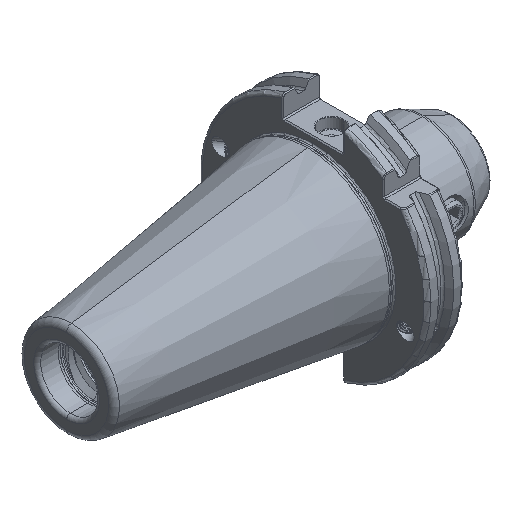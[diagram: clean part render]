
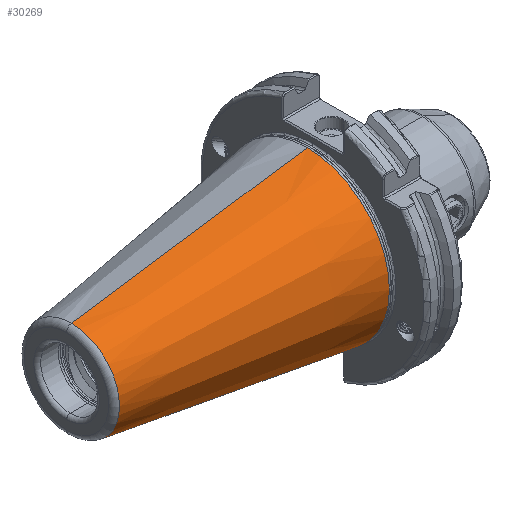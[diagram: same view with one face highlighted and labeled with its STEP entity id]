
A CAD part, isometric view. The second image highlights one B-rep face of the part: STEP entity #30269.
In plain terms, the highlighted conical face has half-angle 8.297 degrees and reference radius 35.392 mm.
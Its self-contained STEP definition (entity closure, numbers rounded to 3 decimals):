
#766 = ORIENTED_EDGE ( 'NONE', *, *, #7188, .T. ) ;
#798 = ORIENTED_EDGE ( 'NONE', *, *, #26039, .T. ) ;
#805 = ORIENTED_EDGE ( 'NONE', *, *, #26074, .F. ) ;
#825 = ORIENTED_EDGE ( 'NONE', *, *, #26042, .F. ) ;
#832 = ORIENTED_EDGE ( 'NONE', *, *, #7200, .F. ) ;
#1500 = CARTESIAN_POINT ( 'NONE',  ( 0., 0., 0. ) ) ;
#1512 = DIRECTION ( 'NONE',  ( 1., 0., 0. ) ) ;
#1527 = DIRECTION ( 'NONE',  ( 0., 0., -1. ) ) ;
#1814 = AXIS2_PLACEMENT_3D ( 'NONE', #6136, #6126, #6117 ) ;
#1829 = AXIS2_PLACEMENT_3D ( 'NONE', #6275, #6303, #6276 ) ;
#1841 = AXIS2_PLACEMENT_3D ( 'NONE', #19260, #19261, #19270 ) ;
#2378 = EDGE_LOOP ( 'NONE', ( #825, #766, #798, #832, #805 ) ) ;
#5422 = FACE_OUTER_BOUND ( 'NONE', #2378, .T. ) ;
#5462 = CONICAL_SURFACE ( 'NONE', #8029, 35.392, 0.145 ) ;
#6117 = DIRECTION ( 'NONE',  ( 0., 0., 1. ) ) ;
#6126 = DIRECTION ( 'NONE',  ( 1., 0., 0. ) ) ;
#6136 = CARTESIAN_POINT ( 'NONE',  ( -102.811, 0., 0. ) ) ;
#6275 = CARTESIAN_POINT ( 'NONE',  ( -2.5, 0., 0. ) ) ;
#6276 = DIRECTION ( 'NONE',  ( 0., 1., 0. ) ) ;
#6303 = DIRECTION ( 'NONE',  ( 1., 0., 0. ) ) ;
#7188 = EDGE_CURVE ( 'NONE', #21020, #20814, #18723, .T. ) ;
#7200 = EDGE_CURVE ( 'NONE', #20840, #20905, #18710, .T. ) ;
#8029 = AXIS2_PLACEMENT_3D ( 'NONE', #1500, #1512, #1527 ) ;
#10567 = CARTESIAN_POINT ( 'NONE',  ( -2.5, -35.027, 0. ) ) ;
#10607 = CARTESIAN_POINT ( 'NONE',  ( -102.811, 0., -20.399 ) ) ;
#10649 = CARTESIAN_POINT ( 'NONE',  ( -2.5, 0., 35.027 ) ) ;
#10653 = CARTESIAN_POINT ( 'NONE',  ( -102.811, 0., 20.399 ) ) ;
#10654 = CARTESIAN_POINT ( 'NONE',  ( -2.5, 0., -35.027 ) ) ;
#18710 = CIRCLE ( 'NONE', #1829, 35.027 ) ;
#18723 = CIRCLE ( 'NONE', #1814, 20.399 ) ;
#18830 = LINE ( 'NONE', #19185, #18839 ) ;
#18839 = VECTOR ( 'NONE', #19165, 1000. ) ;
#18886 = CIRCLE ( 'NONE', #1841, 35.027 ) ;
#18888 = VECTOR ( 'NONE', #19175, 1000. ) ;
#18902 = LINE ( 'NONE', #19192, #18888 ) ;
#19165 = DIRECTION ( 'NONE',  ( 0.99, 0., -0.144 ) ) ;
#19175 = DIRECTION ( 'NONE',  ( 0.99, 0., 0.144 ) ) ;
#19185 = CARTESIAN_POINT ( 'NONE',  ( 0., 0., -35.392 ) ) ;
#19192 = CARTESIAN_POINT ( 'NONE',  ( 0., 0., 35.392 ) ) ;
#19260 = CARTESIAN_POINT ( 'NONE',  ( -2.5, 0., 0. ) ) ;
#19261 = DIRECTION ( 'NONE',  ( 1., 0., 0. ) ) ;
#19270 = DIRECTION ( 'NONE',  ( 0., 1., 0. ) ) ;
#20814 = VERTEX_POINT ( 'NONE', #10607 ) ;
#20840 = VERTEX_POINT ( 'NONE', #10567 ) ;
#20905 = VERTEX_POINT ( 'NONE', #10654 ) ;
#21002 = VERTEX_POINT ( 'NONE', #10649 ) ;
#21020 = VERTEX_POINT ( 'NONE', #10653 ) ;
#26039 = EDGE_CURVE ( 'NONE', #20814, #20905, #18830, .T. ) ;
#26042 = EDGE_CURVE ( 'NONE', #21020, #21002, #18902, .T. ) ;
#26074 = EDGE_CURVE ( 'NONE', #21002, #20840, #18886, .T. ) ;
#30269 = ADVANCED_FACE ( 'NONE', ( #5422 ), #5462, .T. ) ;
